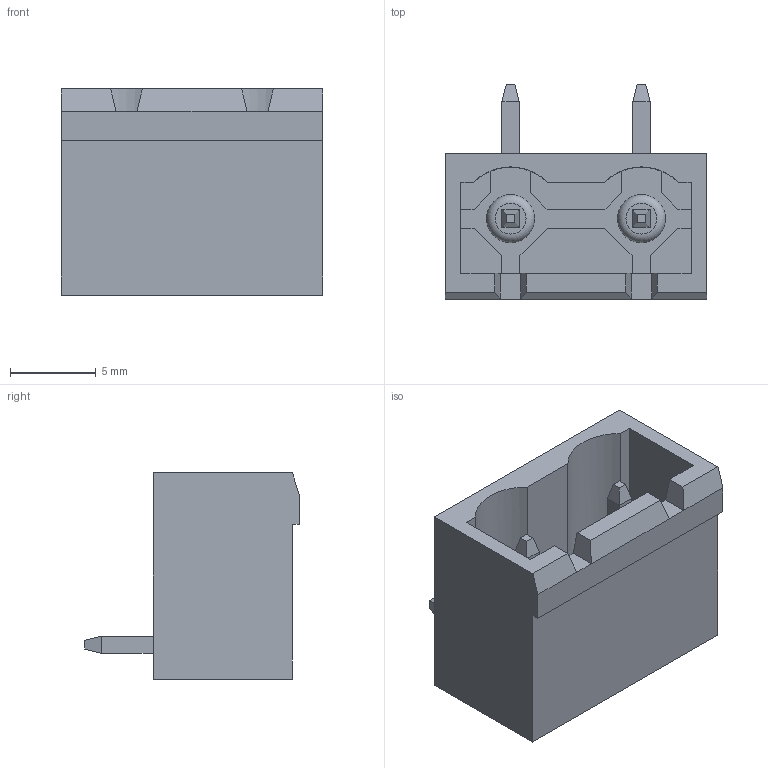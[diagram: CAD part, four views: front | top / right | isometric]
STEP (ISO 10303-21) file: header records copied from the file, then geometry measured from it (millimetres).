
FILE_DESCRIPTION( ( 'Unknown' ), '1' );
FILE_NAME( '691313410002.stp', 'Unknown', ( 'Quentin LAIDEBEUR' ), ( 'WE' ), 'PSStep 15.0.49', 'Sample-box', ' ' );
FILE_SCHEMA( ( 'AUTOMOTIVE_DESIGN { 1 0 10303 214 1 1 1 1 }' ) );
Length unit declared in the file: millimetre
Products named in the file (3): Assem1; 691318400002; 6913134100xx_PIN
Assembly tree (3 placements, depth 2):
  Assem1
    691318400002
    6913134100xx_PIN  x2
Bounding box: 15.24 x 12.5 x 12 mm (x, y, z)
Volume: 731.9 mm3; surface area: 1516.7 mm2
Topology: 3 solids, 3 shells, 117 faces, 313 edges, 202 vertices
Faces by surface type: plane 109, cylinder 6, torus 2
Full cylindrical faces by diameter (mm): 2.8 x2
Entity records: 3952 total; most frequent: CARTESIAN_POINT 552, ORIENTED_EDGE 540, DIRECTION 494, EDGE_CURVE 270, LINE 254, VECTOR 254, VERTEX_POINT 178, AXIS2_PLACEMENT_3D 120
